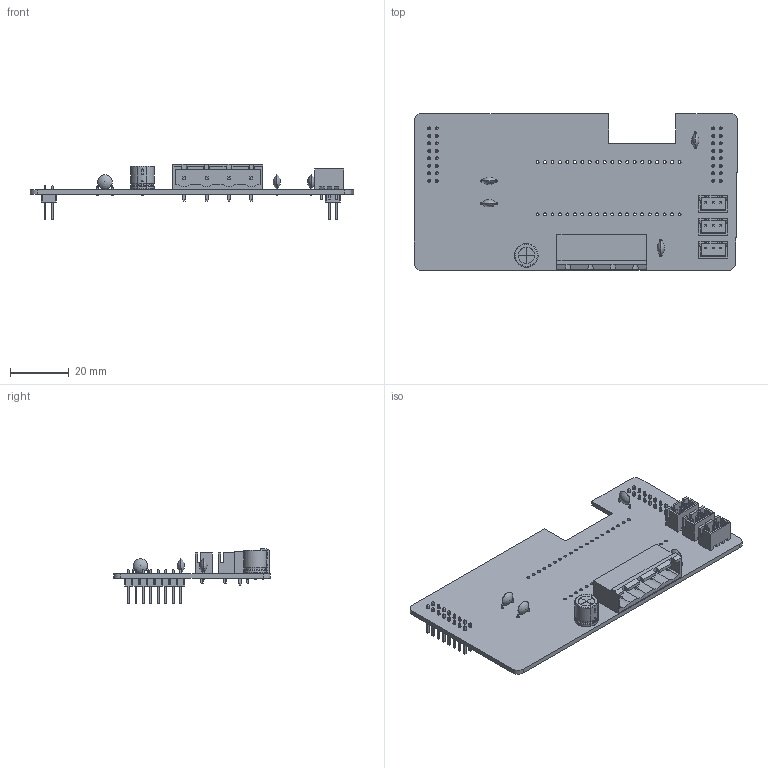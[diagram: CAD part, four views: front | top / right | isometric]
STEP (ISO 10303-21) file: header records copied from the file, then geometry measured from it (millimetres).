
FILE_DESCRIPTION(('KiCad electronic assembly'),'2;1');
FILE_NAME('LED-Matrix-driver.step','2024-03-30T21:51:48',('Pcbnew'),( 'Kicad'),'Open CASCADE STEP processor 7.7','KiCad to STEP converter' ,'Unknown');
FILE_SCHEMA(('AUTOMOTIVE_DESIGN { 1 0 10303 214 1 1 1 1 }'));
Length unit declared in the file: millimetre
Products named in the file (12): LED-Matrix-driver 1; C_Disc_D5.0mm_W2.5mm_P5.00mm; C_Disc_D50mm_W25mm_P500mm; PhoenixContact_GMSTBA_2,5_4-G-7,62_1x04_P7.62mm_Horizontal; GMSTBA_01x04_G_7_62mm; JST_XH_B3B-XH-A_1x03_P2.50mm_Vertical; JST_B3B_XH_A; CP_Radial_D8.0mm_P5.00mm; CP_Radial_D80mm_P500mm; PinHeader_2x08_P2.54mm_Vertical; PinHeader_2x08_P254mm_Vertical; _autosave-LED-Matrix-driver_PCB
Assembly tree (17 placements, depth 3):
  LED-Matrix-driver 1
    C_Disc_D5.0mm_W2.5mm_P5.00mm  x4
      C_Disc_D50mm_W25mm_P500mm
    PhoenixContact_GMSTBA_2,5_4-G-7,62_1x04_P7.62mm_Horizontal
      GMSTBA_01x04_G_7_62mm
    JST_XH_B3B-XH-A_1x03_P2.50mm_Vertical  x3
      JST_B3B_XH_A
    CP_Radial_D8.0mm_P5.00mm
      CP_Radial_D80mm_P500mm
    PinHeader_2x08_P2.54mm_Vertical  x2
      PinHeader_2x08_P254mm_Vertical
    _autosave-LED-Matrix-driver_PCB
Bounding box: 109.96 x 53.34 x 18.84 mm (x, y, z)
Volume: 12125.2 mm3; surface area: 17829.4 mm2
Topology: 12 solids, 13 shells, 1347 faces, 3331 edges, 2095 vertices
Faces by surface type: plane 1169, cylinder 146, revolution 14, sphere 8, bspline 8, torus 2
Full cylindrical faces by diameter (mm): 0.5 x18, 0.8 x10, 0.95 x9, 1 x72, 1.4 x4
Entity records: 27718 total; most frequent: CARTESIAN_POINT 4904, ORIENTED_EDGE 3692, DIRECTION 3587, EDGE_CURVE 1846, LINE 1529, VECTOR 1529, VERTEX_POINT 1166, AXIS2_PLACEMENT_3D 1025
